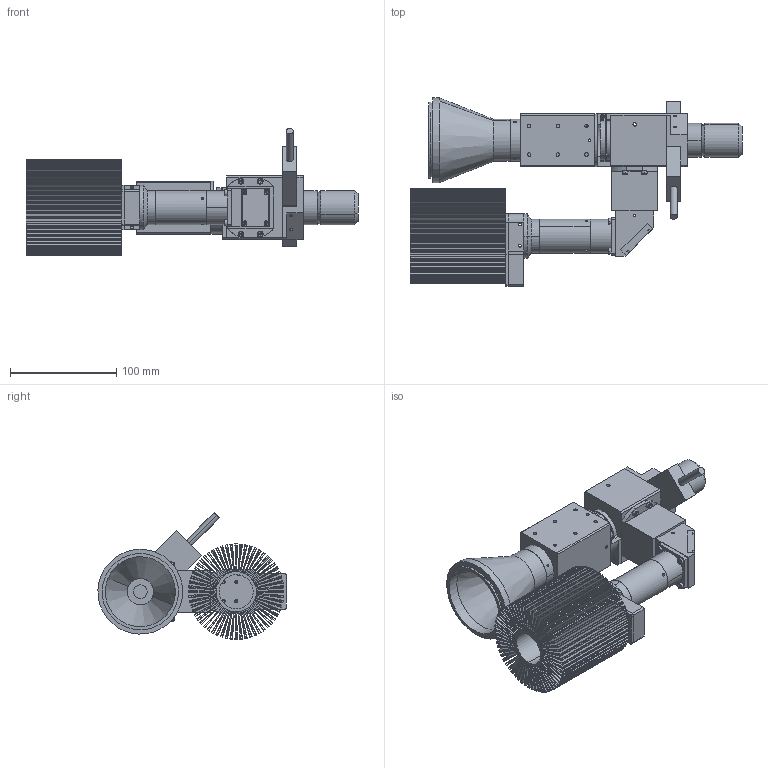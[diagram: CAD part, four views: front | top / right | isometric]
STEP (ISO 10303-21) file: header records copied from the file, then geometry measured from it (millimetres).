
FILE_DESCRIPTION (( 'STEP AP203' ), '1' );
FILE_NAME ('XF-VM3-1X-DIC-V7.0.STEP', '2018-03-02T02:04:49', ( 'zhanghp' ), ( '' ), 'SwSTEP 2.0', 'SolidWorks 2014', '' );
FILE_SCHEMA (( 'CONFIG_CONTROL_DESIGN' ));
Length unit declared in the file: millimetre
Products named in the file (1): XF-VM3-1X-DIC-V7.0
Bounding box: 313.14 x 177.42 x 119.6 mm (x, y, z)
Surface area: 624129.5 mm2 (no closed solid volume)
Topology: 0 solids, 47 shells, 1025 faces, 3272 edges, 2237 vertices
Faces by surface type: plane 608, cylinder 353, torus 36, cone 28
Entity records: 36957 total; most frequent: CARTESIAN_POINT 7603, DIRECTION 6158, ORIENTED_EDGE 5748, EDGE_CURVE 3254, LINE 2270, VECTOR 2270, VERTEX_POINT 2237, AXIS2_PLACEMENT_3D 1944
